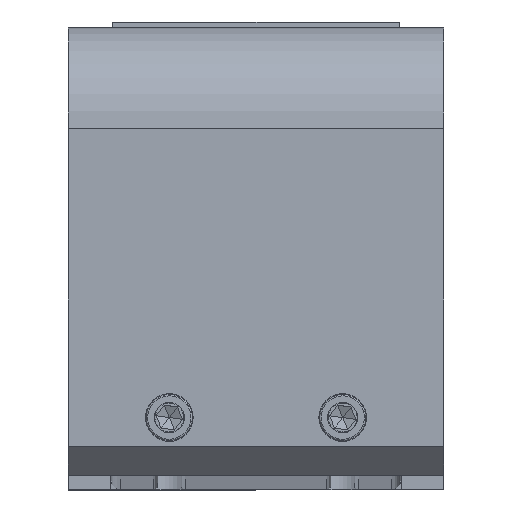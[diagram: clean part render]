
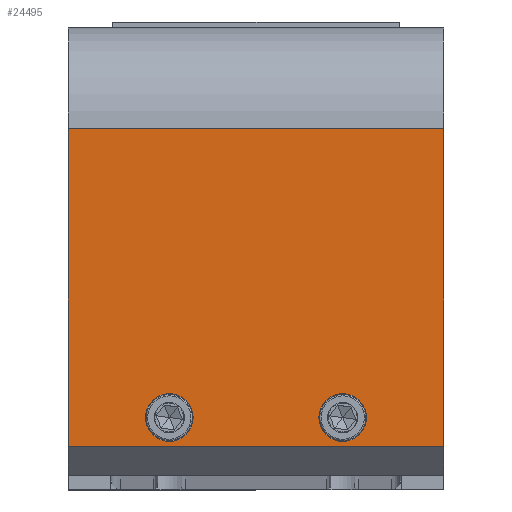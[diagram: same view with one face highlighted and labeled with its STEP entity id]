
A CAD part, top view. The second image highlights one B-rep face of the part: STEP entity #24495.
In plain terms, the highlighted planar face has unit normal (0, 0, 1).
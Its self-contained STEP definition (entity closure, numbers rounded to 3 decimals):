
#4222 = VERTEX_POINT ( 'NONE', #21029 ) ;
#4258 = VECTOR ( 'NONE', #165485, 1000. ) ;
#4850 = DIRECTION ( 'NONE',  ( 1., 0., 0. ) ) ;
#7265 = CIRCLE ( 'NONE', #195177, 8.25 ) ;
#7794 = DIRECTION ( 'NONE',  ( 0., 0., 1. ) ) ;
#10466 = CARTESIAN_POINT ( 'NONE',  ( 208.467, 307.762, 762.525 ) ) ;
#11795 = FACE_BOUND ( 'NONE', #31421, .T. ) ;
#21029 = CARTESIAN_POINT ( 'NONE',  ( 165.217, 207.762, 762.525 ) ) ;
#24495 = ADVANCED_FACE ( 'NONE', ( #11795, #95205, #113192 ), #117201, .F. ) ;
#31421 = EDGE_LOOP ( 'NONE', ( #123502, #134833 ) ) ;
#31730 = VECTOR ( 'NONE', #206977, 1000. ) ;
#31985 = DIRECTION ( 'NONE',  ( -1., 0., 0. ) ) ;
#32385 = EDGE_CURVE ( 'NONE', #140620, #260753, #7265, .T. ) ;
#37069 = ORIENTED_EDGE ( 'NONE', *, *, #165237, .F. ) ;
#47207 = DIRECTION ( 'NONE',  ( 0., 0., 1. ) ) ;
#49031 = EDGE_CURVE ( 'NONE', #260753, #140620, #224721, .T. ) ;
#54298 = AXIS2_PLACEMENT_3D ( 'NONE', #133663, #217105, #113210 ) ;
#55663 = VECTOR ( 'NONE', #31985, 1000. ) ;
#56835 = AXIS2_PLACEMENT_3D ( 'NONE', #133639, #154182, #237706 ) ;
#62784 = LINE ( 'NONE', #128481, #4258 ) ;
#81714 = CARTESIAN_POINT ( 'NONE',  ( 208.467, 197.762, 762.525 ) ) ;
#82322 = ORIENTED_EDGE ( 'NONE', *, *, #169067, .T. ) ;
#95205 = FACE_BOUND ( 'NONE', #133702, .T. ) ;
#113192 = FACE_OUTER_BOUND ( 'NONE', #207967, .T. ) ;
#113210 = DIRECTION ( 'NONE',  ( 1., 0., 0. ) ) ;
#114711 = EDGE_CURVE ( 'NONE', #165978, #4222, #250292, .T. ) ;
#117201 = PLANE ( 'NONE',  #56835 ) ;
#117602 = CARTESIAN_POINT ( 'NONE',  ( 78.467, 197.762, 762.525 ) ) ;
#123502 = ORIENTED_EDGE ( 'NONE', *, *, #32385, .F. ) ;
#124921 = EDGE_CURVE ( 'NONE', #162153, #161326, #62784, .T. ) ;
#128481 = CARTESIAN_POINT ( 'NONE',  ( 208.467, 307.762, 762.525 ) ) ;
#133639 = CARTESIAN_POINT ( 'NONE',  ( 208.467, 197.762, 762.525 ) ) ;
#133663 = CARTESIAN_POINT ( 'NONE',  ( 113.467, 207.762, 762.525 ) ) ;
#133702 = EDGE_LOOP ( 'NONE', ( #256964, #174957 ) ) ;
#134833 = ORIENTED_EDGE ( 'NONE', *, *, #49031, .F. ) ;
#135138 = LINE ( 'NONE', #199416, #182783 ) ;
#140620 = VERTEX_POINT ( 'NONE', #256507 ) ;
#150372 = AXIS2_PLACEMENT_3D ( 'NONE', #195011, #47207, #4850 ) ;
#153838 = AXIS2_PLACEMENT_3D ( 'NONE', #236402, #7794, #255661 ) ;
#154182 = DIRECTION ( 'NONE',  ( 0., 0., -1. ) ) ;
#158527 = DIRECTION ( 'NONE',  ( 0., 0., 1. ) ) ;
#161326 = VERTEX_POINT ( 'NONE', #203279 ) ;
#162153 = VERTEX_POINT ( 'NONE', #10466 ) ;
#165237 = EDGE_CURVE ( 'NONE', #162153, #263698, #135138, .T. ) ;
#165485 = DIRECTION ( 'NONE',  ( -1., 0., 0. ) ) ;
#165978 = VERTEX_POINT ( 'NONE', #189841 ) ;
#169067 = EDGE_CURVE ( 'NONE', #161326, #201914, #186422, .T. ) ;
#171536 = ORIENTED_EDGE ( 'NONE', *, *, #124921, .T. ) ;
#174343 = CARTESIAN_POINT ( 'NONE',  ( 208.467, 197.762, 762.525 ) ) ;
#174957 = ORIENTED_EDGE ( 'NONE', *, *, #179288, .F. ) ;
#178846 = DIRECTION ( 'NONE',  ( 0., -1., 0. ) ) ;
#179288 = EDGE_CURVE ( 'NONE', #4222, #165978, #211512, .T. ) ;
#182783 = VECTOR ( 'NONE', #178846, 1000. ) ;
#183131 = DIRECTION ( 'NONE',  ( 1., 0., 0. ) ) ;
#186422 = LINE ( 'NONE', #231628, #31730 ) ;
#189841 = CARTESIAN_POINT ( 'NONE',  ( 181.717, 207.762, 762.525 ) ) ;
#195011 = CARTESIAN_POINT ( 'NONE',  ( 173.467, 207.762, 762.525 ) ) ;
#195177 = AXIS2_PLACEMENT_3D ( 'NONE', #262708, #158527, #183131 ) ;
#199416 = CARTESIAN_POINT ( 'NONE',  ( 208.467, 197.762, 762.525 ) ) ;
#200430 = EDGE_CURVE ( 'NONE', #263698, #201914, #236025, .T. ) ;
#201914 = VERTEX_POINT ( 'NONE', #117602 ) ;
#203279 = CARTESIAN_POINT ( 'NONE',  ( 78.467, 307.762, 762.525 ) ) ;
#206977 = DIRECTION ( 'NONE',  ( 0., -1., 0. ) ) ;
#207451 = CARTESIAN_POINT ( 'NONE',  ( 105.217, 207.762, 762.525 ) ) ;
#207967 = EDGE_LOOP ( 'NONE', ( #82322, #244349, #37069, #171536 ) ) ;
#211512 = CIRCLE ( 'NONE', #150372, 8.25 ) ;
#217105 = DIRECTION ( 'NONE',  ( 0., 0., 1. ) ) ;
#224721 = CIRCLE ( 'NONE', #54298, 8.25 ) ;
#231628 = CARTESIAN_POINT ( 'NONE',  ( 78.467, 197.762, 762.525 ) ) ;
#236025 = LINE ( 'NONE', #174343, #55663 ) ;
#236402 = CARTESIAN_POINT ( 'NONE',  ( 173.467, 207.762, 762.525 ) ) ;
#237706 = DIRECTION ( 'NONE',  ( -1., 0., 0. ) ) ;
#244349 = ORIENTED_EDGE ( 'NONE', *, *, #200430, .F. ) ;
#250292 = CIRCLE ( 'NONE', #153838, 8.25 ) ;
#255661 = DIRECTION ( 'NONE',  ( 1., 0., 0. ) ) ;
#256507 = CARTESIAN_POINT ( 'NONE',  ( 121.717, 207.762, 762.525 ) ) ;
#256964 = ORIENTED_EDGE ( 'NONE', *, *, #114711, .F. ) ;
#260753 = VERTEX_POINT ( 'NONE', #207451 ) ;
#262708 = CARTESIAN_POINT ( 'NONE',  ( 113.467, 207.762, 762.525 ) ) ;
#263698 = VERTEX_POINT ( 'NONE', #81714 ) ;
